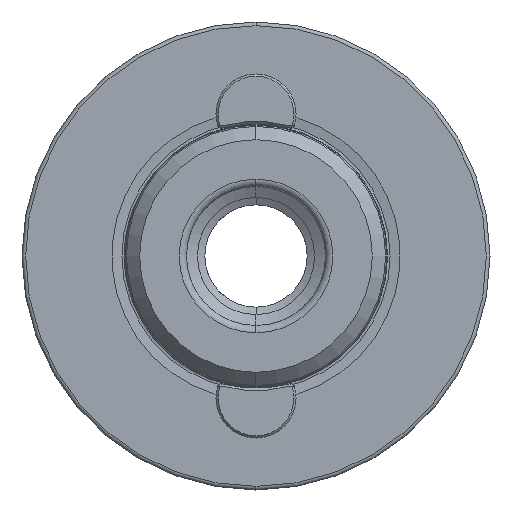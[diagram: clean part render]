
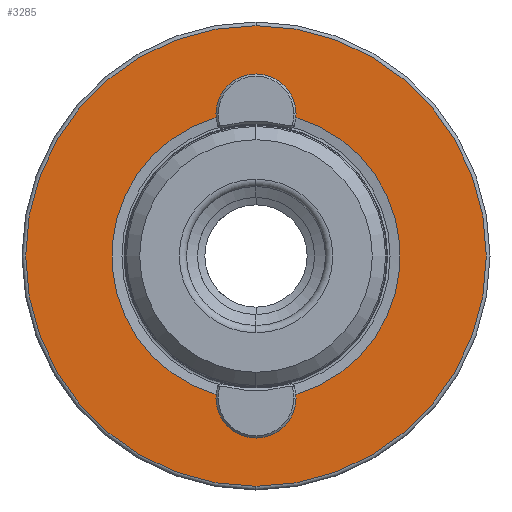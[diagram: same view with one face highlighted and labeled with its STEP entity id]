
A CAD part, left-side view. The second image highlights one B-rep face of the part: STEP entity #3285.
In plain terms, the highlighted planar face has unit normal (-1, 0, 0).
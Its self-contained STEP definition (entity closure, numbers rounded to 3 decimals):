
#59 = EDGE_CURVE ( 'NONE', #2924, #2879, #1394, .T. ) ;
#163 = DIRECTION ( 'NONE',  ( 0., 0., 1. ) ) ;
#303 = CARTESIAN_POINT ( 'NONE',  ( 0., 0., -21.5 ) ) ;
#315 = FACE_BOUND ( 'NONE', #3292, .T. ) ;
#323 = CIRCLE ( 'NONE', #3666, 19.715 ) ;
#338 = DIRECTION ( 'NONE',  ( -1., 0., 0. ) ) ;
#346 = FACE_OUTER_BOUND ( 'NONE', #3539, .T. ) ;
#351 = CARTESIAN_POINT ( 'NONE',  ( 0., 0., 0. ) ) ;
#364 = DIRECTION ( 'NONE',  ( -1., 0., 0. ) ) ;
#367 = DIRECTION ( 'NONE',  ( 0., 0., 1. ) ) ;
#458 = AXIS2_PLACEMENT_3D ( 'NONE', #3011, #3009, #3004 ) ;
#497 = EDGE_CURVE ( 'NONE', #2026, #1760, #1215, .T. ) ;
#556 = CIRCLE ( 'NONE', #458, 3. ) ;
#580 = DIRECTION ( 'NONE',  ( 0., 0., 1. ) ) ;
#586 = DIRECTION ( 'NONE',  ( -1., 0., 0. ) ) ;
#601 = CARTESIAN_POINT ( 'NONE',  ( 0., 0., -21.5 ) ) ;
#641 = CARTESIAN_POINT ( 'NONE',  ( 0., 0., 31.5 ) ) ;
#728 = CIRCLE ( 'NONE', #832, 3. ) ;
#786 = DIRECTION ( 'NONE',  ( 0., 0., -1. ) ) ;
#792 = CIRCLE ( 'NONE', #960, 3. ) ;
#805 = DIRECTION ( 'NONE',  ( 1., 0., 0. ) ) ;
#832 = AXIS2_PLACEMENT_3D ( 'NONE', #601, #586, #580 ) ;
#844 = CARTESIAN_POINT ( 'NONE',  ( 0., 0., -19.715 ) ) ;
#888 = PLANE ( 'NONE',  #3451 ) ;
#941 = CIRCLE ( 'NONE', #1393, 19.715 ) ;
#960 = AXIS2_PLACEMENT_3D ( 'NONE', #1357, #1352, #1347 ) ;
#1016 = DIRECTION ( 'NONE',  ( 0., 0., 1. ) ) ;
#1052 = EDGE_CURVE ( 'NONE', #2879, #2924, #1058, .T. ) ;
#1058 = CIRCLE ( 'NONE', #1589, 31.5 ) ;
#1178 = DIRECTION ( 'NONE',  ( 0., 0., 1. ) ) ;
#1190 = DIRECTION ( 'NONE',  ( -1., 0., 0. ) ) ;
#1192 = CARTESIAN_POINT ( 'NONE',  ( 0., 2.305, -19.58 ) ) ;
#1193 = CARTESIAN_POINT ( 'NONE',  ( 0., 0., 0. ) ) ;
#1215 = CIRCLE ( 'NONE', #2178, 3. ) ;
#1249 = EDGE_CURVE ( 'NONE', #3622, #3631, #941, .T. ) ;
#1268 = CARTESIAN_POINT ( 'NONE',  ( 0., 2.305, 19.58 ) ) ;
#1347 = DIRECTION ( 'NONE',  ( 0., 0., 1. ) ) ;
#1352 = DIRECTION ( 'NONE',  ( -1., 0., 0. ) ) ;
#1357 = CARTESIAN_POINT ( 'NONE',  ( 0., 0., 21.5 ) ) ;
#1371 = CARTESIAN_POINT ( 'NONE',  ( 0., 0., -24.5 ) ) ;
#1393 = AXIS2_PLACEMENT_3D ( 'NONE', #3520, #3130, #3016 ) ;
#1394 = CIRCLE ( 'NONE', #2704, 31.5 ) ;
#1589 = AXIS2_PLACEMENT_3D ( 'NONE', #3406, #3662, #1016 ) ;
#1759 = CARTESIAN_POINT ( 'NONE',  ( 0., -2.305, -19.58 ) ) ;
#1760 = VERTEX_POINT ( 'NONE', #1759 ) ;
#2009 = EDGE_CURVE ( 'NONE', #3489, #3622, #792, .T. ) ;
#2026 = VERTEX_POINT ( 'NONE', #1371 ) ;
#2178 = AXIS2_PLACEMENT_3D ( 'NONE', #303, #338, #163 ) ;
#2389 = EDGE_CURVE ( 'NONE', #3631, #2026, #728, .T. ) ;
#2487 = ORIENTED_EDGE ( 'NONE', *, *, #59, .T. ) ;
#2493 = ORIENTED_EDGE ( 'NONE', *, *, #1052, .T. ) ;
#2496 = ORIENTED_EDGE ( 'NONE', *, *, #2389, .F. ) ;
#2497 = ORIENTED_EDGE ( 'NONE', *, *, #497, .F. ) ;
#2502 = ORIENTED_EDGE ( 'NONE', *, *, #3245, .F. ) ;
#2505 = ORIENTED_EDGE ( 'NONE', *, *, #2975, .F. ) ;
#2509 = ORIENTED_EDGE ( 'NONE', *, *, #2009, .F. ) ;
#2511 = ORIENTED_EDGE ( 'NONE', *, *, #1249, .F. ) ;
#2685 = VERTEX_POINT ( 'NONE', #3625 ) ;
#2704 = AXIS2_PLACEMENT_3D ( 'NONE', #351, #364, #367 ) ;
#2780 = CARTESIAN_POINT ( 'NONE',  ( 0., 0., 24.5 ) ) ;
#2879 = VERTEX_POINT ( 'NONE', #641 ) ;
#2924 = VERTEX_POINT ( 'NONE', #3633 ) ;
#2975 = EDGE_CURVE ( 'NONE', #2685, #3489, #556, .T. ) ;
#3004 = DIRECTION ( 'NONE',  ( 0., 0., 1. ) ) ;
#3009 = DIRECTION ( 'NONE',  ( -1., 0., 0. ) ) ;
#3011 = CARTESIAN_POINT ( 'NONE',  ( 0., 0., 21.5 ) ) ;
#3016 = DIRECTION ( 'NONE',  ( 0., 0., 1. ) ) ;
#3130 = DIRECTION ( 'NONE',  ( -1., 0., 0. ) ) ;
#3245 = EDGE_CURVE ( 'NONE', #1760, #2685, #323, .T. ) ;
#3285 = ADVANCED_FACE ( 'NONE', ( #315, #346 ), #888, .F. ) ;
#3292 = EDGE_LOOP ( 'NONE', ( #2511, #2509, #2505, #2502, #2497, #2496 ) ) ;
#3406 = CARTESIAN_POINT ( 'NONE',  ( 0., 0., 0. ) ) ;
#3451 = AXIS2_PLACEMENT_3D ( 'NONE', #844, #805, #786 ) ;
#3489 = VERTEX_POINT ( 'NONE', #2780 ) ;
#3520 = CARTESIAN_POINT ( 'NONE',  ( 0., 0., 0. ) ) ;
#3539 = EDGE_LOOP ( 'NONE', ( #2493, #2487 ) ) ;
#3622 = VERTEX_POINT ( 'NONE', #1268 ) ;
#3625 = CARTESIAN_POINT ( 'NONE',  ( 0., -2.305, 19.58 ) ) ;
#3631 = VERTEX_POINT ( 'NONE', #1192 ) ;
#3633 = CARTESIAN_POINT ( 'NONE',  ( 0., 0., -31.5 ) ) ;
#3662 = DIRECTION ( 'NONE',  ( -1., 0., 0. ) ) ;
#3666 = AXIS2_PLACEMENT_3D ( 'NONE', #1193, #1190, #1178 ) ;
